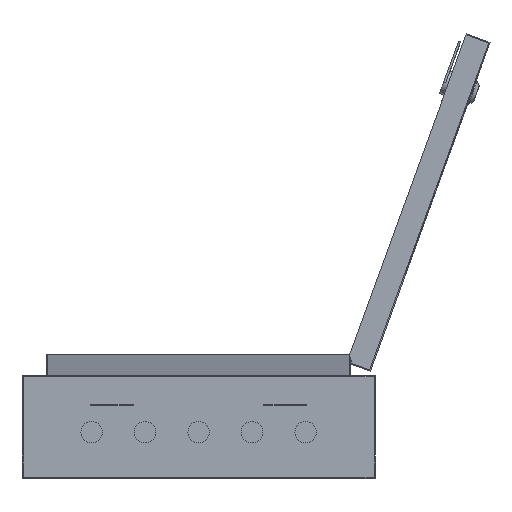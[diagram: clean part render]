
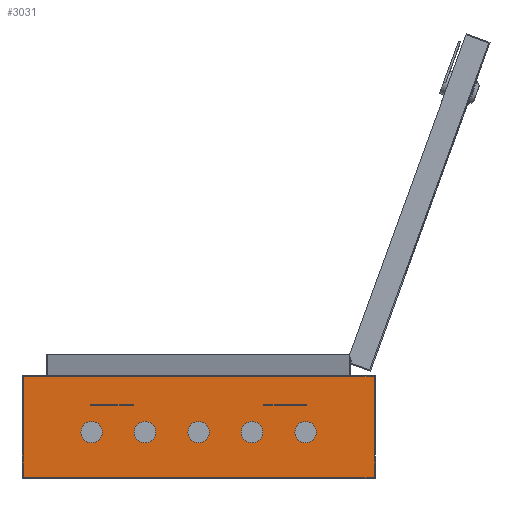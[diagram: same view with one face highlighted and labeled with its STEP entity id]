
A CAD part, front view. The second image highlights one B-rep face of the part: STEP entity #3031.
In plain terms, the highlighted planar face has unit normal (0, -1, 0).
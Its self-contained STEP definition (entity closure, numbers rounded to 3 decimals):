
#239 = DIRECTION ( 'NONE',  ( 0., 0., 1. ) ) ;
#390 = AXIS2_PLACEMENT_3D ( 'NONE', #5263, #419, #239 ) ;
#418 = EDGE_LOOP ( 'NONE', ( #5898, #5058 ) ) ;
#419 = DIRECTION ( 'NONE',  ( 0., 1., 0. ) ) ;
#548 = AXIS2_PLACEMENT_3D ( 'NONE', #11214, #5924, #2353 ) ;
#551 = VERTEX_POINT ( 'NONE', #9473 ) ;
#578 = VERTEX_POINT ( 'NONE', #2262 ) ;
#848 = LINE ( 'NONE', #2711, #5627 ) ;
#855 = CARTESIAN_POINT ( 'NONE',  ( -50., -335., -43. ) ) ;
#863 = CARTESIAN_POINT ( 'NONE',  ( -100., -335., -53. ) ) ;
#871 = DIRECTION ( 'NONE',  ( 0., 1., 0. ) ) ;
#1064 = EDGE_LOOP ( 'NONE', ( #10750, #4424 ) ) ;
#1068 = CARTESIAN_POINT ( 'NONE',  ( -100., -335., -53. ) ) ;
#1194 = AXIS2_PLACEMENT_3D ( 'NONE', #9519, #8401, #6401 ) ;
#1280 = EDGE_CURVE ( 'NONE', #11192, #9340, #6881, .T. ) ;
#1391 = DIRECTION ( 'NONE',  ( 0., 1., 0. ) ) ;
#1455 = EDGE_CURVE ( 'NONE', #551, #1975, #9420, .T. ) ;
#1470 = VERTEX_POINT ( 'NONE', #10140 ) ;
#1625 = AXIS2_PLACEMENT_3D ( 'NONE', #6082, #1391, #8071 ) ;
#1629 = VERTEX_POINT ( 'NONE', #3896 ) ;
#1702 = EDGE_CURVE ( 'NONE', #7535, #1629, #2386, .T. ) ;
#1904 = VERTEX_POINT ( 'NONE', #7233 ) ;
#1971 = AXIS2_PLACEMENT_3D ( 'NONE', #1068, #871, #9026 ) ;
#1975 = VERTEX_POINT ( 'NONE', #2024 ) ;
#2001 = FACE_OUTER_BOUND ( 'NONE', #9565, .T. ) ;
#2008 = CARTESIAN_POINT ( 'NONE',  ( 100., -335., -43. ) ) ;
#2024 = CARTESIAN_POINT ( 'NONE',  ( -100., -335., -63. ) ) ;
#2046 = ORIENTED_EDGE ( 'NONE', *, *, #5312, .F. ) ;
#2128 = CARTESIAN_POINT ( 'NONE',  ( 0., -335., -43. ) ) ;
#2246 = DIRECTION ( 'NONE',  ( 0., 0., 1. ) ) ;
#2262 = CARTESIAN_POINT ( 'NONE',  ( 0., -335., -63. ) ) ;
#2352 = DIRECTION ( 'NONE',  ( 0., 0., 1. ) ) ;
#2353 = DIRECTION ( 'NONE',  ( 0., 0., 1. ) ) ;
#2386 = LINE ( 'NONE', #8674, #8896 ) ;
#2682 = CIRCLE ( 'NONE', #1625, 10. ) ;
#2711 = CARTESIAN_POINT ( 'NONE',  ( 165., -335., -96. ) ) ;
#2881 = ORIENTED_EDGE ( 'NONE', *, *, #4882, .T. ) ;
#3031 = ADVANCED_FACE ( 'NONE', ( #9612, #5187, #10353, #4318, #10531, #2001 ), #3452, .F. ) ;
#3093 = CARTESIAN_POINT ( 'NONE',  ( 0., -335., 0. ) ) ;
#3165 = ORIENTED_EDGE ( 'NONE', *, *, #1455, .T. ) ;
#3223 = CIRCLE ( 'NONE', #9599, 10. ) ;
#3234 = CARTESIAN_POINT ( 'NONE',  ( -50., -335., -63. ) ) ;
#3272 = CIRCLE ( 'NONE', #548, 10. ) ;
#3280 = DIRECTION ( 'NONE',  ( 1., 0., 0. ) ) ;
#3291 = AXIS2_PLACEMENT_3D ( 'NONE', #8459, #9955, #2352 ) ;
#3452 = PLANE ( 'NONE',  #9876 ) ;
#3685 = CARTESIAN_POINT ( 'NONE',  ( 50., -335., -53. ) ) ;
#3742 = ORIENTED_EDGE ( 'NONE', *, *, #11078, .T. ) ;
#3896 = CARTESIAN_POINT ( 'NONE',  ( 165., -335., 0. ) ) ;
#3916 = ORIENTED_EDGE ( 'NONE', *, *, #1280, .T. ) ;
#4212 = DIRECTION ( 'NONE',  ( 0., 0., 1. ) ) ;
#4318 = FACE_BOUND ( 'NONE', #9882, .T. ) ;
#4424 = ORIENTED_EDGE ( 'NONE', *, *, #6192, .T. ) ;
#4487 = CIRCLE ( 'NONE', #1194, 10. ) ;
#4632 = DIRECTION ( 'NONE',  ( 0., 0., 1. ) ) ;
#4651 = CARTESIAN_POINT ( 'NONE',  ( -165., -335., -96. ) ) ;
#4657 = LINE ( 'NONE', #7583, #5202 ) ;
#4882 = EDGE_CURVE ( 'NONE', #10074, #578, #4487, .T. ) ;
#4967 = ORIENTED_EDGE ( 'NONE', *, *, #5390, .T. ) ;
#5058 = ORIENTED_EDGE ( 'NONE', *, *, #6876, .T. ) ;
#5075 = ORIENTED_EDGE ( 'NONE', *, *, #5568, .F. ) ;
#5187 = FACE_BOUND ( 'NONE', #1064, .T. ) ;
#5202 = VECTOR ( 'NONE', #5944, 1000. ) ;
#5263 = CARTESIAN_POINT ( 'NONE',  ( -50., -335., -53. ) ) ;
#5309 = VERTEX_POINT ( 'NONE', #5702 ) ;
#5312 = EDGE_CURVE ( 'NONE', #1629, #1904, #848, .T. ) ;
#5390 = EDGE_CURVE ( 'NONE', #1975, #551, #5941, .T. ) ;
#5463 = EDGE_CURVE ( 'NONE', #8396, #7535, #4657, .T. ) ;
#5568 = EDGE_CURVE ( 'NONE', #1904, #8396, #9621, .T. ) ;
#5627 = VECTOR ( 'NONE', #7173, 1000. ) ;
#5702 = CARTESIAN_POINT ( 'NONE',  ( 100., -335., -63. ) ) ;
#5725 = VERTEX_POINT ( 'NONE', #2008 ) ;
#5759 = DIRECTION ( 'NONE',  ( 0., 1., 0. ) ) ;
#5898 = ORIENTED_EDGE ( 'NONE', *, *, #10887, .T. ) ;
#5924 = DIRECTION ( 'NONE',  ( 0., 1., 0. ) ) ;
#5941 = CIRCLE ( 'NONE', #1971, 10. ) ;
#5944 = DIRECTION ( 'NONE',  ( 0., 0., 1. ) ) ;
#5978 = AXIS2_PLACEMENT_3D ( 'NONE', #863, #8645, #4632 ) ;
#6007 = CARTESIAN_POINT ( 'NONE',  ( -165., -335., 0. ) ) ;
#6082 = CARTESIAN_POINT ( 'NONE',  ( -50., -335., -53. ) ) ;
#6140 = DIRECTION ( 'NONE',  ( -1., 0., 0. ) ) ;
#6192 = EDGE_CURVE ( 'NONE', #8479, #1470, #10765, .T. ) ;
#6308 = CARTESIAN_POINT ( 'NONE',  ( 100., -335., -53. ) ) ;
#6356 = ORIENTED_EDGE ( 'NONE', *, *, #8090, .T. ) ;
#6401 = DIRECTION ( 'NONE',  ( 0., 0., 1. ) ) ;
#6546 = VECTOR ( 'NONE', #6140, 1000. ) ;
#6838 = AXIS2_PLACEMENT_3D ( 'NONE', #3685, #8917, #4212 ) ;
#6876 = EDGE_CURVE ( 'NONE', #5309, #5725, #8733, .T. ) ;
#6881 = CIRCLE ( 'NONE', #390, 10. ) ;
#6990 = ORIENTED_EDGE ( 'NONE', *, *, #5463, .F. ) ;
#7173 = DIRECTION ( 'NONE',  ( 0., 0., -1. ) ) ;
#7233 = CARTESIAN_POINT ( 'NONE',  ( 165., -335., -96. ) ) ;
#7535 = VERTEX_POINT ( 'NONE', #6007 ) ;
#7580 = AXIS2_PLACEMENT_3D ( 'NONE', #6308, #5759, #8842 ) ;
#7583 = CARTESIAN_POINT ( 'NONE',  ( -165., -335., -96. ) ) ;
#7611 = CIRCLE ( 'NONE', #3291, 10. ) ;
#8071 = DIRECTION ( 'NONE',  ( 0., 0., 1. ) ) ;
#8090 = EDGE_CURVE ( 'NONE', #578, #10074, #3272, .T. ) ;
#8294 = CARTESIAN_POINT ( 'NONE',  ( -165., -335., -96. ) ) ;
#8396 = VERTEX_POINT ( 'NONE', #8294 ) ;
#8401 = DIRECTION ( 'NONE',  ( 0., 1., 0. ) ) ;
#8459 = CARTESIAN_POINT ( 'NONE',  ( 50., -335., -53. ) ) ;
#8479 = VERTEX_POINT ( 'NONE', #10536 ) ;
#8517 = EDGE_LOOP ( 'NONE', ( #3165, #4967 ) ) ;
#8645 = DIRECTION ( 'NONE',  ( 0., 1., 0. ) ) ;
#8674 = CARTESIAN_POINT ( 'NONE',  ( -165., -335., 0. ) ) ;
#8733 = CIRCLE ( 'NONE', #7580, 10. ) ;
#8787 = ORIENTED_EDGE ( 'NONE', *, *, #1702, .F. ) ;
#8842 = DIRECTION ( 'NONE',  ( 0., 0., 1. ) ) ;
#8896 = VECTOR ( 'NONE', #3280, 1000. ) ;
#8917 = DIRECTION ( 'NONE',  ( 0., 1., 0. ) ) ;
#9026 = DIRECTION ( 'NONE',  ( 0., 0., 1. ) ) ;
#9057 = DIRECTION ( 'NONE',  ( 0., 0., 1. ) ) ;
#9340 = VERTEX_POINT ( 'NONE', #855 ) ;
#9420 = CIRCLE ( 'NONE', #5978, 10. ) ;
#9473 = CARTESIAN_POINT ( 'NONE',  ( -100., -335., -43. ) ) ;
#9493 = DIRECTION ( 'NONE',  ( 0., 1., 0. ) ) ;
#9519 = CARTESIAN_POINT ( 'NONE',  ( 0., -335., -53. ) ) ;
#9565 = EDGE_LOOP ( 'NONE', ( #6990, #5075, #2046, #8787 ) ) ;
#9599 = AXIS2_PLACEMENT_3D ( 'NONE', #9672, #9493, #2246 ) ;
#9612 = FACE_BOUND ( 'NONE', #418, .T. ) ;
#9621 = LINE ( 'NONE', #4651, #6546 ) ;
#9672 = CARTESIAN_POINT ( 'NONE',  ( 100., -335., -53. ) ) ;
#9876 = AXIS2_PLACEMENT_3D ( 'NONE', #3093, #10358, #9057 ) ;
#9882 = EDGE_LOOP ( 'NONE', ( #3742, #3916 ) ) ;
#9955 = DIRECTION ( 'NONE',  ( 0., 1., 0. ) ) ;
#10074 = VERTEX_POINT ( 'NONE', #2128 ) ;
#10140 = CARTESIAN_POINT ( 'NONE',  ( 50., -335., -43. ) ) ;
#10353 = FACE_BOUND ( 'NONE', #11070, .T. ) ;
#10358 = DIRECTION ( 'NONE',  ( 0., 1., 0. ) ) ;
#10476 = EDGE_CURVE ( 'NONE', #1470, #8479, #7611, .T. ) ;
#10531 = FACE_BOUND ( 'NONE', #8517, .T. ) ;
#10536 = CARTESIAN_POINT ( 'NONE',  ( 50., -335., -63. ) ) ;
#10750 = ORIENTED_EDGE ( 'NONE', *, *, #10476, .T. ) ;
#10765 = CIRCLE ( 'NONE', #6838, 10. ) ;
#10887 = EDGE_CURVE ( 'NONE', #5725, #5309, #3223, .T. ) ;
#11070 = EDGE_LOOP ( 'NONE', ( #2881, #6356 ) ) ;
#11078 = EDGE_CURVE ( 'NONE', #9340, #11192, #2682, .T. ) ;
#11192 = VERTEX_POINT ( 'NONE', #3234 ) ;
#11214 = CARTESIAN_POINT ( 'NONE',  ( 0., -335., -53. ) ) ;
